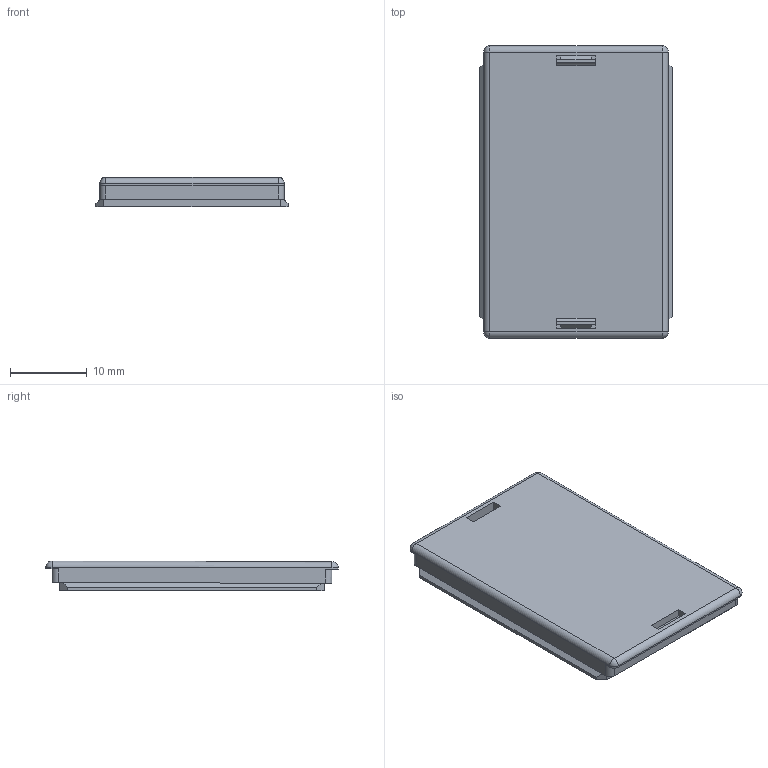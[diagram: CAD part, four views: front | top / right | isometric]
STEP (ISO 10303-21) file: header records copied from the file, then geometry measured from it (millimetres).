
FILE_DESCRIPTION (( 'STEP AP203' ), '1' );
FILE_NAME ('sone3D.STEP', '2015-08-11T01:14:37', ( '' ), ( '' ), 'SwSTEP 2.0', 'SolidWorks 2012', '' );
FILE_SCHEMA (( 'CONFIG_CONTROL_DESIGN' ));
Length unit declared in the file: millimetre
Products named in the file (3): sone3D; C-26-P儀乕僗__C-26-P-1; C-26-P僇僶乕__C-26-P-1僇僶乕
Assembly tree (2 placements, depth 2):
  sone3D
    C-26-P僇僶乕__C-26-P-1僇僶乕
    C-26-P儀乕僗__C-26-P-1
Bounding box: 25 x 38 x 3.89 mm (x, y, z)
Volume: 2624.3 mm3; surface area: 4429 mm2
Topology: 2 solids, 2 shells, 114 faces, 308 edges, 192 vertices
Faces by surface type: plane 74, cylinder 28, sphere 4, cone 4, torus 4
Entity records: 3833 total; most frequent: CARTESIAN_POINT 635, ORIENTED_EDGE 608, DIRECTION 598, EDGE_CURVE 304, VECTOR 240, LINE 240, VERTEX_POINT 192, AXIS2_PLACEMENT_3D 179
